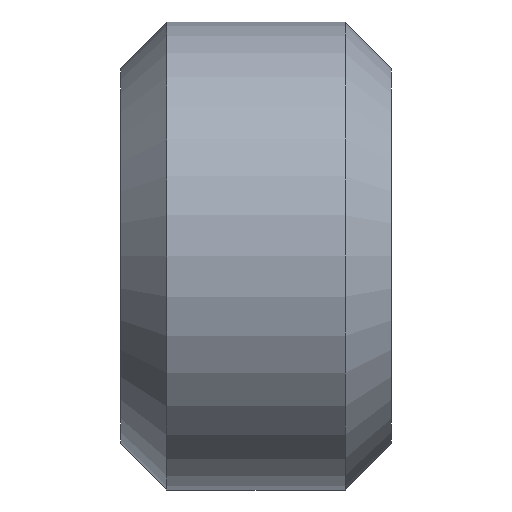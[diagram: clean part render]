
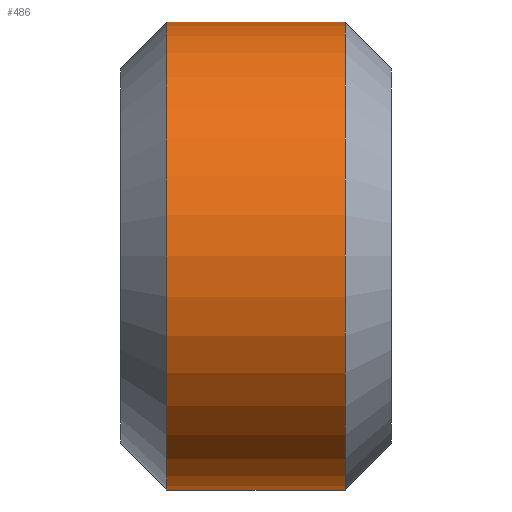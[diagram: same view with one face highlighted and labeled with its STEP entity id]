
A CAD part, front view. The second image highlights one B-rep face of the part: STEP entity #486.
In plain terms, the highlighted cylindrical face has radius 7.615 mm (diameter 15.23 mm), a partial arc.
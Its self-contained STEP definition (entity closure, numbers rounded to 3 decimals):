
#11 = AXIS2_PLACEMENT_3D ( 'NONE', #230, #531, #224 ) ;
#39 = DIRECTION ( 'NONE',  ( 1., 0., 0. ) ) ;
#46 = EDGE_LOOP ( 'NONE', ( #521, #96, #137, #61 ) ) ;
#57 = LINE ( 'NONE', #112, #95 ) ;
#61 = ORIENTED_EDGE ( 'NONE', *, *, #499, .T. ) ;
#66 = CYLINDRICAL_SURFACE ( 'NONE', #517, 7.615 ) ;
#86 = EDGE_CURVE ( 'NONE', #245, #423, #143, .T. ) ;
#95 = VECTOR ( 'NONE', #176, 1000. ) ;
#96 = ORIENTED_EDGE ( 'NONE', *, *, #482, .T. ) ;
#106 = CIRCLE ( 'NONE', #495, 7.615 ) ;
#112 = CARTESIAN_POINT ( 'NONE',  ( 4.4, 0., 7.615 ) ) ;
#122 = CIRCLE ( 'NONE', #11, 7.615 ) ;
#136 = CARTESIAN_POINT ( 'NONE',  ( 4.4, 0., 0. ) ) ;
#137 = ORIENTED_EDGE ( 'NONE', *, *, #411, .T. ) ;
#143 = LINE ( 'NONE', #404, #366 ) ;
#164 = CARTESIAN_POINT ( 'NONE',  ( -2.9, 0., 7.615 ) ) ;
#176 = DIRECTION ( 'NONE',  ( -1., 0., 0. ) ) ;
#216 = CARTESIAN_POINT ( 'NONE',  ( -2.9, 0., -7.615 ) ) ;
#224 = DIRECTION ( 'NONE',  ( 0., 0., -1. ) ) ;
#230 = CARTESIAN_POINT ( 'NONE',  ( 2.9, 0., 0. ) ) ;
#245 = VERTEX_POINT ( 'NONE', #330 ) ;
#249 = CARTESIAN_POINT ( 'NONE',  ( 2.9, 0., 7.615 ) ) ;
#273 = DIRECTION ( 'NONE',  ( -1., 0., 0. ) ) ;
#288 = VERTEX_POINT ( 'NONE', #164 ) ;
#330 = CARTESIAN_POINT ( 'NONE',  ( 2.9, 0., -7.615 ) ) ;
#366 = VECTOR ( 'NONE', #500, 1000. ) ;
#400 = VERTEX_POINT ( 'NONE', #249 ) ;
#404 = CARTESIAN_POINT ( 'NONE',  ( 4.4, 0., -7.615 ) ) ;
#411 = EDGE_CURVE ( 'NONE', #400, #288, #57, .T. ) ;
#423 = VERTEX_POINT ( 'NONE', #216 ) ;
#449 = DIRECTION ( 'NONE',  ( 0., 0., 1. ) ) ;
#452 = CARTESIAN_POINT ( 'NONE',  ( -2.9, 0., 0. ) ) ;
#466 = FACE_OUTER_BOUND ( 'NONE', #46, .T. ) ;
#482 = EDGE_CURVE ( 'NONE', #245, #400, #122, .T. ) ;
#486 = ADVANCED_FACE ( 'NONE', ( #466 ), #66, .T. ) ;
#489 = DIRECTION ( 'NONE',  ( 0., 0., -1. ) ) ;
#495 = AXIS2_PLACEMENT_3D ( 'NONE', #452, #39, #489 ) ;
#499 = EDGE_CURVE ( 'NONE', #288, #423, #106, .T. ) ;
#500 = DIRECTION ( 'NONE',  ( -1., 0., 0. ) ) ;
#517 = AXIS2_PLACEMENT_3D ( 'NONE', #136, #273, #449 ) ;
#521 = ORIENTED_EDGE ( 'NONE', *, *, #86, .F. ) ;
#531 = DIRECTION ( 'NONE',  ( -1., 0., 0. ) ) ;
